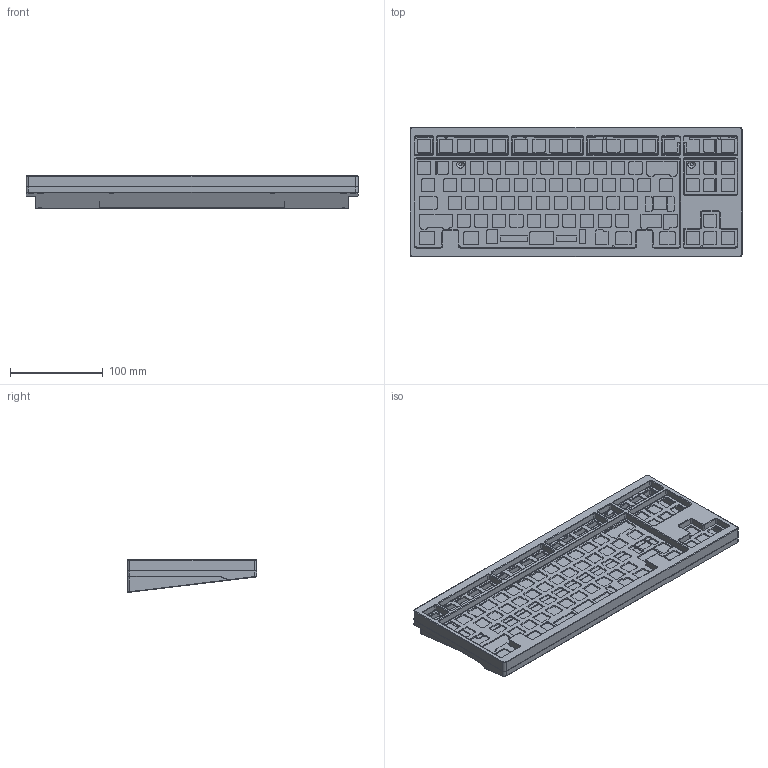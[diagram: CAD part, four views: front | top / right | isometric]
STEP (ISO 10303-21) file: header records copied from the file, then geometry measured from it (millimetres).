
FILE_DESCRIPTION(/* description */ (''),/* implementation_level */ '2;1');
FILE_NAME(/* name */ 'babyrage80 v11.step',/* time_stamp */ '2021-11-20T23:38:50-05:00',/* author */ (''),/* organization */ (''),/* preprocessor_version */ 'ST-DEVELOPER v18.1',/* originating_system */ 'Autodesk Translation Framework v10.10.0.1391',/* authorisation */ '');
FILE_SCHEMA (('AUTOMOTIVE_DESIGN { 1 0 10303 214 3 1 1 }'));
Length unit declared in the file: millimetre
Products named in the file (9): babyrage80; BOTTOM; WEIGHT; TOP; TOP PIECE F13; BABY RAGE TOP PIECE; TOP_V2_V12_ASM; TOP_WKL_STP_V1; F13 Plate v14
Assembly tree (8 placements, depth 6):
  babyrage80
    BOTTOM
    WEIGHT
    TOP
      TOP PIECE F13
        BABY RAGE TOP PIECE
          TOP_V2_V12_ASM
            TOP_WKL_STP_V1
      F13 Plate v14
Bounding box: 358.66 x 140.06 x 35.56 mm (x, y, z)
Volume: 660670.3 mm3; surface area: 252878.7 mm2
Topology: 4 solids, 4 shells, 1577 faces, 4448 edges, 2903 vertices
Faces by surface type: plane 783, cylinder 685, cone 85, bspline 24
Full cylindrical faces by diameter (mm): 1.769 x6, 2.075 x7, 2.529 x2, 3 x8, 3.529 x2, 4 x2, 5 x8, 7 x4
Entity records: 52221 total; most frequent: CARTESIAN_POINT 9558, DIRECTION 8969, ORIENTED_EDGE 8888, EDGE_CURVE 4444, AXIS2_PLACEMENT_3D 3010, LINE 2949, VECTOR 2949, VERTEX_POINT 2903
